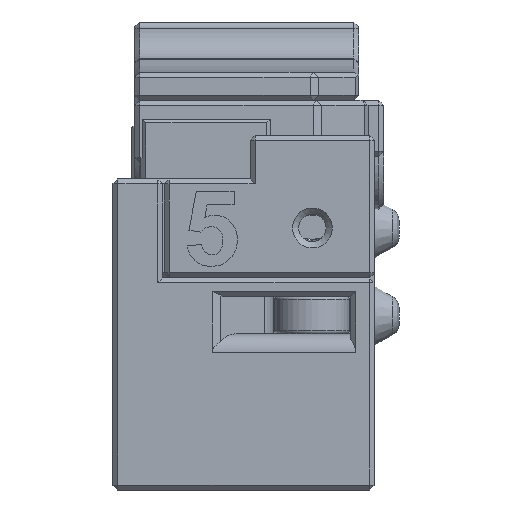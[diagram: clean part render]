
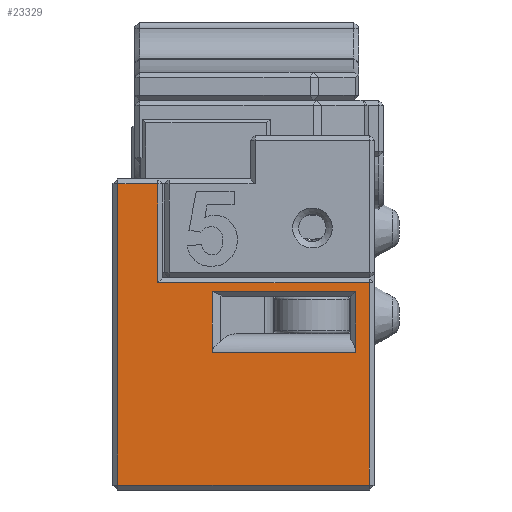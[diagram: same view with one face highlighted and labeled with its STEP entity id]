
A CAD part, left-side view. The second image highlights one B-rep face of the part: STEP entity #23329.
In plain terms, the highlighted planar face has unit normal (-1, 0, 0).
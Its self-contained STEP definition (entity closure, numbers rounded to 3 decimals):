
#466=FACE_BOUND('',#8703,.T.);
#1453=PLANE('',#25987);
#3199=LINE('',#44039,#5247);
#3211=LINE('',#44066,#5259);
#3297=LINE('',#44454,#5345);
#3300=LINE('',#44461,#5348);
#3308=LINE('',#44474,#5356);
#3309=LINE('',#44476,#5357);
#3369=LINE('',#44998,#5417);
#3370=LINE('',#45000,#5418);
#3371=LINE('',#45002,#5419);
#3372=LINE('',#45003,#5420);
#5247=VECTOR('',#32169,10.);
#5259=VECTOR('',#32191,10.);
#5345=VECTOR('',#32435,10.);
#5348=VECTOR('',#32442,10.);
#5356=VECTOR('',#32458,10.);
#5357=VECTOR('',#32461,10.);
#5417=VECTOR('',#32595,10.);
#5418=VECTOR('',#32596,10.);
#5419=VECTOR('',#32597,10.);
#5420=VECTOR('',#32598,10.);
#7229=FACE_OUTER_BOUND('',#8702,.T.);
#8702=EDGE_LOOP('',(#21222,#21223,#21224,#21225,#21226,#21227));
#8703=EDGE_LOOP('',(#21228,#21229,#21230,#21231));
#11653=VERTEX_POINT('',#43990);
#11662=VERTEX_POINT('',#44014);
#11667=VERTEX_POINT('',#44028);
#11669=VERTEX_POINT('',#44034);
#11675=VERTEX_POINT('',#44060);
#11740=VERTEX_POINT('',#44460);
#11784=VERTEX_POINT('',#44996);
#11785=VERTEX_POINT('',#44997);
#11786=VERTEX_POINT('',#44999);
#11787=VERTEX_POINT('',#45001);
#14765=EDGE_CURVE('',#11662,#11669,#3199,.T.);
#14778=EDGE_CURVE('',#11675,#11667,#3211,.T.);
#14902=EDGE_CURVE('',#11669,#11675,#3297,.T.);
#14905=EDGE_CURVE('',#11667,#11740,#3300,.T.);
#14913=EDGE_CURVE('',#11653,#11662,#3308,.T.);
#14914=EDGE_CURVE('',#11740,#11653,#3309,.T.);
#14989=EDGE_CURVE('',#11784,#11785,#3369,.T.);
#14990=EDGE_CURVE('',#11786,#11784,#3370,.T.);
#14991=EDGE_CURVE('',#11787,#11786,#3371,.T.);
#14992=EDGE_CURVE('',#11785,#11787,#3372,.T.);
#21222=ORIENTED_EDGE('',*,*,#14778,.F.);
#21223=ORIENTED_EDGE('',*,*,#14902,.F.);
#21224=ORIENTED_EDGE('',*,*,#14765,.F.);
#21225=ORIENTED_EDGE('',*,*,#14913,.F.);
#21226=ORIENTED_EDGE('',*,*,#14914,.F.);
#21227=ORIENTED_EDGE('',*,*,#14905,.F.);
#21228=ORIENTED_EDGE('',*,*,#14989,.F.);
#21229=ORIENTED_EDGE('',*,*,#14990,.F.);
#21230=ORIENTED_EDGE('',*,*,#14991,.F.);
#21231=ORIENTED_EDGE('',*,*,#14992,.F.);
#23329=ADVANCED_FACE('',(#7229,#466),#1453,.T.);
#25987=AXIS2_PLACEMENT_3D('',#44995,#32593,#32594);
#32169=DIRECTION('',(0.,1.,0.));
#32191=DIRECTION('',(0.,-1.,0.));
#32435=DIRECTION('',(0.,0.,1.));
#32442=DIRECTION('',(0.,0.,-1.));
#32458=DIRECTION('',(0.,0.,-1.));
#32461=DIRECTION('',(0.,-1.,0.));
#32593=DIRECTION('center_axis',(-1.,0.,0.));
#32594=DIRECTION('ref_axis',(0.,0.,1.));
#32595=DIRECTION('',(0.,0.,-1.));
#32596=DIRECTION('',(0.,1.,0.));
#32597=DIRECTION('',(0.,0.,1.));
#32598=DIRECTION('',(0.,-1.,0.));
#43990=CARTESIAN_POINT('',(0.,0.4,16.65));
#44014=CARTESIAN_POINT('',(0.,0.4,0.4));
#44028=CARTESIAN_POINT('',(0.,17.4,24.6));
#44034=CARTESIAN_POINT('',(0.,20.6,0.4));
#44039=CARTESIAN_POINT('',(0.,0.,0.4));
#44060=CARTESIAN_POINT('',(0.,20.6,24.6));
#44066=CARTESIAN_POINT('',(0.,0.,24.6));
#44454=CARTESIAN_POINT('',(0.,20.6,6.25));
#44460=CARTESIAN_POINT('',(0.,17.4,16.65));
#44461=CARTESIAN_POINT('',(0.,17.4,12.5));
#44474=CARTESIAN_POINT('',(0.,0.4,6.25));
#44476=CARTESIAN_POINT('',(0.,4.75,16.65));
#44995=CARTESIAN_POINT('Origin',(0.,0.,0.));
#44996=CARTESIAN_POINT('',(0.,13.,15.95));
#44997=CARTESIAN_POINT('',(0.,13.,11.05));
#44998=CARTESIAN_POINT('',(0.,13.,1.569));
#44999=CARTESIAN_POINT('',(0.,1.5,15.95));
#45000=CARTESIAN_POINT('',(0.,4.05,15.95));
#45001=CARTESIAN_POINT('',(0.,1.5,11.05));
#45002=CARTESIAN_POINT('',(0.,1.5,3.888));
#45003=CARTESIAN_POINT('',(0.,0.95,11.05));
